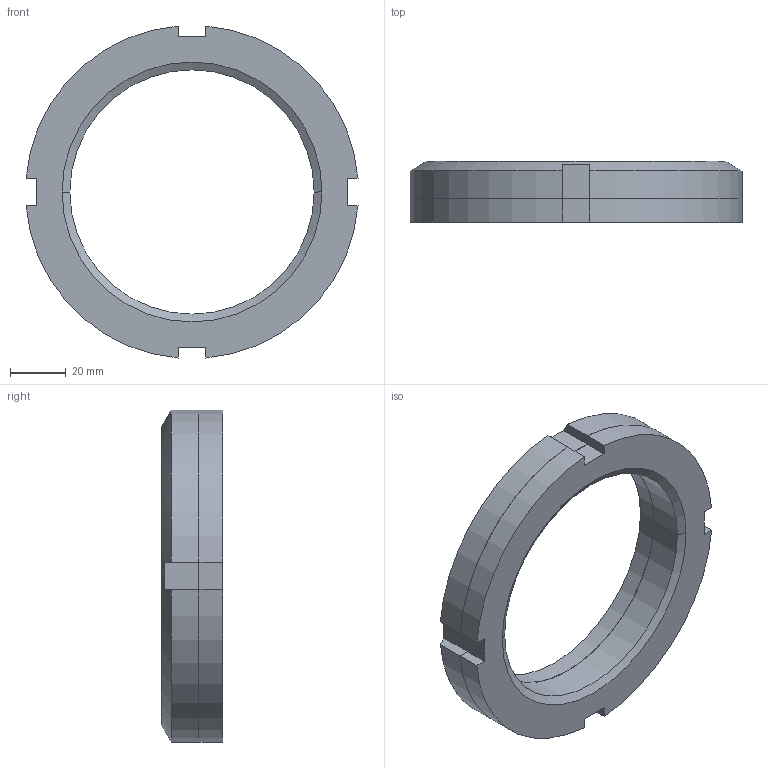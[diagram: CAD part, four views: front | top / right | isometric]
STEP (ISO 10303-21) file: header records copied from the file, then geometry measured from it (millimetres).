
FILE_DESCRIPTION((''),'2;1');
FILE_NAME('1RTHN0903____0','2019-10-29T15:33:58',('kim.bk'),(''),'CREO PARAMETRIC BY PTC INC, 2019010','CREO PARAMETRIC BY PTC INC, 2019010','');
FILE_SCHEMA(('CONFIG_CONTROL_DESIGN'));
Length unit declared in the file: millimetre
Products named in the file (1): 1RTHN0903____0
Bounding box: 119.58 x 22 x 119.58 mm (x, y, z)
Volume: 106302.2 mm3; surface area: 36221.1 mm2
Topology: 2 solids, 2 shells, 420 faces, 1184 edges, 788 vertices
Faces by surface type: plane 398, cylinder 12, cone 10
Entity records: 13374 total; most frequent: CARTESIAN_POINT 2436, ORIENTED_EDGE 2368, DIRECTION 2048, EDGE_CURVE 1184, VECTOR 1132, LINE 1132, VERTEX_POINT 788, AXIS2_PLACEMENT_3D 458
